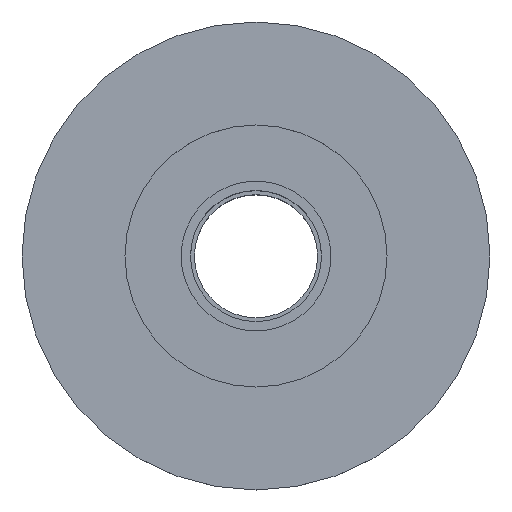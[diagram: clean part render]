
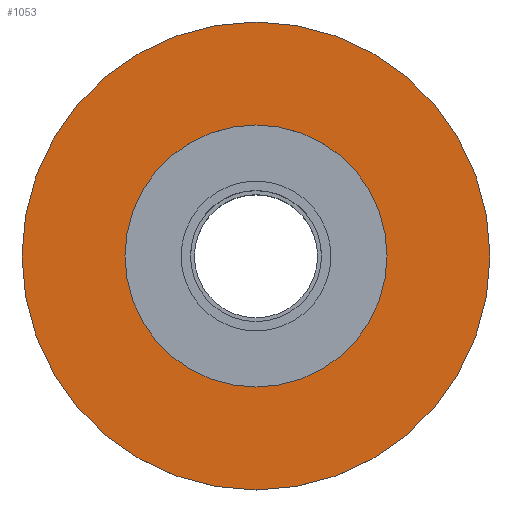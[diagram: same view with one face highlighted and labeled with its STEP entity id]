
A CAD part, top view. The second image highlights one B-rep face of the part: STEP entity #1053.
In plain terms, the highlighted planar face has unit normal (0, 0, 1).
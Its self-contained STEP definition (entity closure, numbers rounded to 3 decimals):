
#476=PLANE('',#1089);
#523=ORIENTED_EDGE('',*,*,#571,.T.);
#524=ORIENTED_EDGE('',*,*,#569,.F.);
#569=EDGE_CURVE('',#593,#593,#611,.T.);
#571=EDGE_CURVE('',#595,#595,#613,.T.);
#593=VERTEX_POINT('',#1230);
#595=VERTEX_POINT('',#1235);
#611=CIRCLE('',#1087,25.);
#613=CIRCLE('',#1090,14.);
#631=EDGE_LOOP('',(#523));
#632=EDGE_LOOP('',(#524));
#665=FACE_BOUND('',#631,.T.);
#666=FACE_BOUND('',#632,.T.);
#1053=ADVANCED_FACE('',(#665,#666),#476,.F.);
#1087=AXIS2_PLACEMENT_3D('',#1229,#1148,#1149);
#1089=AXIS2_PLACEMENT_3D('',#1233,#1152,#1153);
#1090=AXIS2_PLACEMENT_3D('',#1234,#1154,#1155);
#1148=DIRECTION('',(0.,0.,-1.));
#1149=DIRECTION('',(1.,0.,0.));
#1152=DIRECTION('',(0.,0.,-1.));
#1153=DIRECTION('',(-1.,0.,0.));
#1154=DIRECTION('',(0.,0.,-1.));
#1155=DIRECTION('',(0.,-1.,0.));
#1229=CARTESIAN_POINT('',(0.,0.,30.));
#1230=CARTESIAN_POINT('',(25.,0.,30.));
#1233=CARTESIAN_POINT('',(0.,0.,30.));
#1234=CARTESIAN_POINT('',(0.,0.,30.));
#1235=CARTESIAN_POINT('',(0.,-14.,30.));
